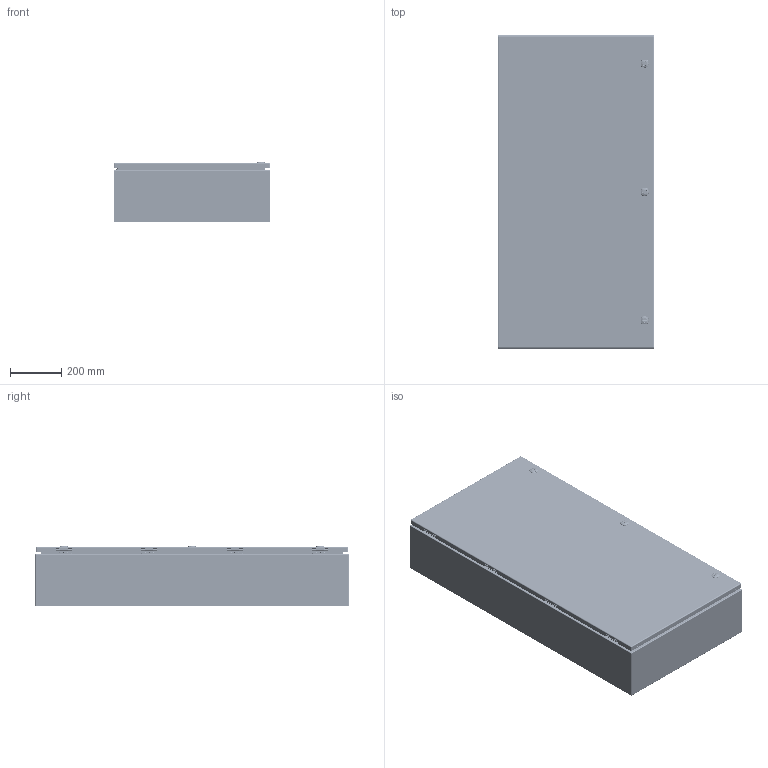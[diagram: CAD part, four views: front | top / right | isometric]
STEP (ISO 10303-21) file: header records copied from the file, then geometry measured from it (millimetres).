
FILE_DESCRIPTION(/* description */ ('5412ESSP 48" x 24" x 8" Assembly'),/* implementation_level */ '2;1');
FILE_NAME(/* name */ '5412ESSP482408.stp',/* time_stamp */ '2025-05-21T06:20:25-04:00',/* author */ ('BoxCad'),/* organization */ (''),/* preprocessor_version */ 'ST-DEVELOPER v20',/* originating_system */ 'Autodesk Inventor 2024',/* authorisation */ '');
FILE_SCHEMA (('AUTOMOTIVE_DESIGN { 1 0 10303 214 3 1 1 }'));
Products named in the file (49): 5412ESSP482408; 5412ESSP482408B; 5412ESSP482408B-P; STK-Q-16020; STUD_SS_M6 x 16mm; 5412ESSP482408C; 5412ESSP482408C-P; 5412ESSP482408G; STK-A-33016-1; STK-A-33016-2; STK-A-33016-3; STK-A-33016-4; STK-Q-33016-A; STK-Q-90261; STK-Q-40096; STK-Q-33016-B; STK-Q-16070; STK-Q-46020-48; STK-Q-07220-1; STK-Q-07220-2; STK-Q-07220-3; STK-Q-07220-4; STK-Q-07220-5; STK-Q-07220-6; STK-Q-07220-A; STK-Q-07220-B; STK-P-02400S; STK-S-00100; STK-K-12590; STK-Q-70621; STK-Q-70631; STK-Q-78145; STK-Q-03200; STK-Q-78125; STK-Q-90390; STK-Q-78160; STK-Q-78141; STK-Q-04051-08-1; STK-Q-04051-08-2; STK-Q-04051-08-3 ...
Assembly tree (108 placements, depth 4):
  5412ESSP482408
    5412ESSP482408B
      5412ESSP482408B-P
      STK-Q-16020  x6
      STK-P-02400S
      STUD_SS_M6 x 16mm
    5412ESSP482408C
      5412ESSP482408C-P
      5412ESSP482408G
      STK-A-33016-1
        STK-Q-33016-A
        STK-Q-90261
        STK-Q-40096  x2
        STK-Q-33016-B  x2
      STK-A-33016-2
        STK-Q-33016-A
        STK-Q-90261
        STK-Q-40096  x2
        STK-Q-33016-B  x2
      STK-A-33016-3
        STK-Q-33016-A
        STK-Q-90261
        STK-Q-40096  x2
        STK-Q-33016-B  x2
      STK-A-33016-4
        STK-Q-33016-A
        STK-Q-90261
        STK-Q-40096  x2
        STK-Q-33016-B  x2
      STK-Q-16070  x6
      STK-Q-46020-48  x2
      STK-Q-07220-1
        STK-Q-07220-A
        STK-Q-07220-B
      STK-Q-07220-2
        STK-Q-07220-A
        STK-Q-07220-B
      STK-Q-07220-3
        STK-Q-07220-A
        STK-Q-07220-B
      STK-Q-07220-4
        STK-Q-07220-A
        STK-Q-07220-B
      STK-Q-07220-5
        STK-Q-07220-A
        STK-Q-07220-B
      STK-Q-07220-6
        STK-Q-07220-A
        STK-Q-07220-B
      STK-P-02400S
      STK-S-00100
      STK-K-12590  x3
        STK-Q-70621
        STK-Q-70631
        STK-Q-78145
        STK-Q-03200
        STK-Q-78125
        STK-Q-90390
        STK-Q-78160
        STK-Q-78141
Bounding box: 609.6 x 1219.2 x 236.36 mm (x, y, z)
Volume: 5502813.9 mm3; surface area: 6699178.9 mm2
Topology: 100 solids, 100 shells, 14637 faces, 39512 edges, 25289 vertices
Faces by surface type: bspline 5722, plane 4801, cylinder 3054, torus 591, sphere 268, cone 201
Full cylindrical faces by diameter (mm): 0.75 x13, 0.762 x13, 1 x16, 1.125 x8, 3.2 x8, 4.191 x88, 4.5 x6, 4.85 x32, 5 x6, 5.1 x50, 5.9 x42, 6 x4, 6.015 x88, 6.655 x6, 6.8 x6, 6.85 x24, 7.1 x4, 7.366 x8, 7.9 x6, 8 x18, 9 x8, 9.5 x6, 9.6 x3, 9.906 x4, 10 x3, 12 x4, 12.7 x2, 12.8 x3, 13 x3, 15.9 x3
Entity records: 158781 total; most frequent: CARTESIAN_POINT 67098, ORIENTED_EDGE 21254, DIRECTION 14148, EDGE_CURVE 10627, VERTEX_POINT 6814, AXIS2_PLACEMENT_3D 4983, B_SPLINE_CURVE_WITH_KNOTS 4359, EDGE_LOOP 4357
